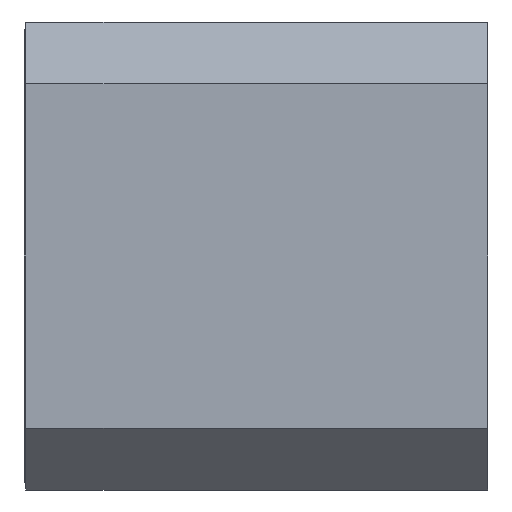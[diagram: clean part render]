
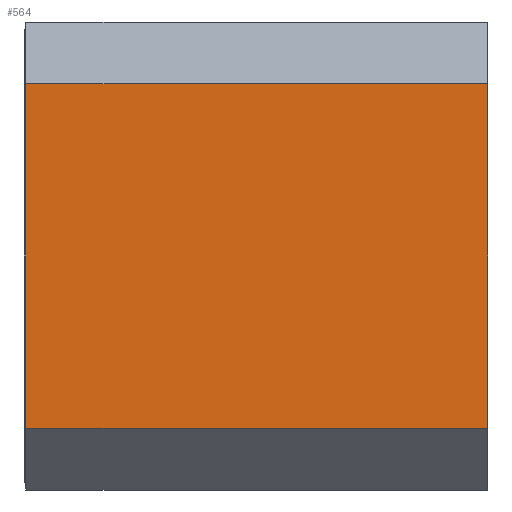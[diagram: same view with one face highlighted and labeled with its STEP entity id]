
A CAD part, left-side view. The second image highlights one B-rep face of the part: STEP entity #564.
In plain terms, the highlighted planar face has unit normal (-1, 0, 0).
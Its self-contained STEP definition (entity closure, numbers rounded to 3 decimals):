
#23 = EDGE_CURVE ( 'NONE', #3303, #5106, #4216, .T. ) ;
#71 = AXIS2_PLACEMENT_3D ( 'NONE', #1469, #4298, #1151 ) ;
#108 = CARTESIAN_POINT ( 'NONE',  ( -1.515, 3., 1.115 ) ) ;
#127 = ORIENTED_EDGE ( 'NONE', *, *, #1287, .F. ) ;
#166 = ORIENTED_EDGE ( 'NONE', *, *, #3628, .F. ) ;
#466 = ORIENTED_EDGE ( 'NONE', *, *, #1942, .F. ) ;
#560 = DIRECTION ( 'NONE',  ( 0., 1., 0. ) ) ;
#564 = ADVANCED_FACE ( 'NONE', ( #4809 ), #716, .F. ) ;
#716 = PLANE ( 'NONE',  #71 ) ;
#1054 = CARTESIAN_POINT ( 'NONE',  ( -1.515, 0., -1.115 ) ) ;
#1151 = DIRECTION ( 'NONE',  ( 0., 0., -1. ) ) ;
#1152 = ORIENTED_EDGE ( 'NONE', *, *, #23, .F. ) ;
#1255 = CARTESIAN_POINT ( 'NONE',  ( -1.515, 2.99, 1.115 ) ) ;
#1287 = EDGE_CURVE ( 'NONE', #5106, #4781, #2957, .T. ) ;
#1469 = CARTESIAN_POINT ( 'NONE',  ( -1.515, 3., -1.515 ) ) ;
#1620 = VECTOR ( 'NONE', #2152, 1000. ) ;
#1942 = EDGE_CURVE ( 'NONE', #4781, #2617, #4400, .T. ) ;
#2107 = VECTOR ( 'NONE', #4585, 1000. ) ;
#2152 = DIRECTION ( 'NONE',  ( 0., 0., -1. ) ) ;
#2617 = VERTEX_POINT ( 'NONE', #1255 ) ;
#2957 = LINE ( 'NONE', #4196, #3007 ) ;
#3007 = VECTOR ( 'NONE', #560, 1000. ) ;
#3008 = CARTESIAN_POINT ( 'NONE',  ( -1.515, 0., -1.515 ) ) ;
#3018 = VECTOR ( 'NONE', #4901, 1000. ) ;
#3102 = CARTESIAN_POINT ( 'NONE',  ( -1.515, 2.99, -1.115 ) ) ;
#3303 = VERTEX_POINT ( 'NONE', #4436 ) ;
#3628 = EDGE_CURVE ( 'NONE', #2617, #3303, #4145, .T. ) ;
#4135 = EDGE_LOOP ( 'NONE', ( #127, #1152, #166, #466 ) ) ;
#4145 = LINE ( 'NONE', #108, #2107 ) ;
#4196 = CARTESIAN_POINT ( 'NONE',  ( -1.515, 3., -1.115 ) ) ;
#4216 = LINE ( 'NONE', #3008, #1620 ) ;
#4298 = DIRECTION ( 'NONE',  ( 1., 0., 0. ) ) ;
#4400 = LINE ( 'NONE', #5251, #3018 ) ;
#4436 = CARTESIAN_POINT ( 'NONE',  ( -1.515, 0., 1.115 ) ) ;
#4585 = DIRECTION ( 'NONE',  ( 0., -1., 0. ) ) ;
#4781 = VERTEX_POINT ( 'NONE', #3102 ) ;
#4809 = FACE_OUTER_BOUND ( 'NONE', #4135, .T. ) ;
#4901 = DIRECTION ( 'NONE',  ( 0., 0., 1. ) ) ;
#5106 = VERTEX_POINT ( 'NONE', #1054 ) ;
#5251 = CARTESIAN_POINT ( 'NONE',  ( -1.515, 2.99, -2.63 ) ) ;
